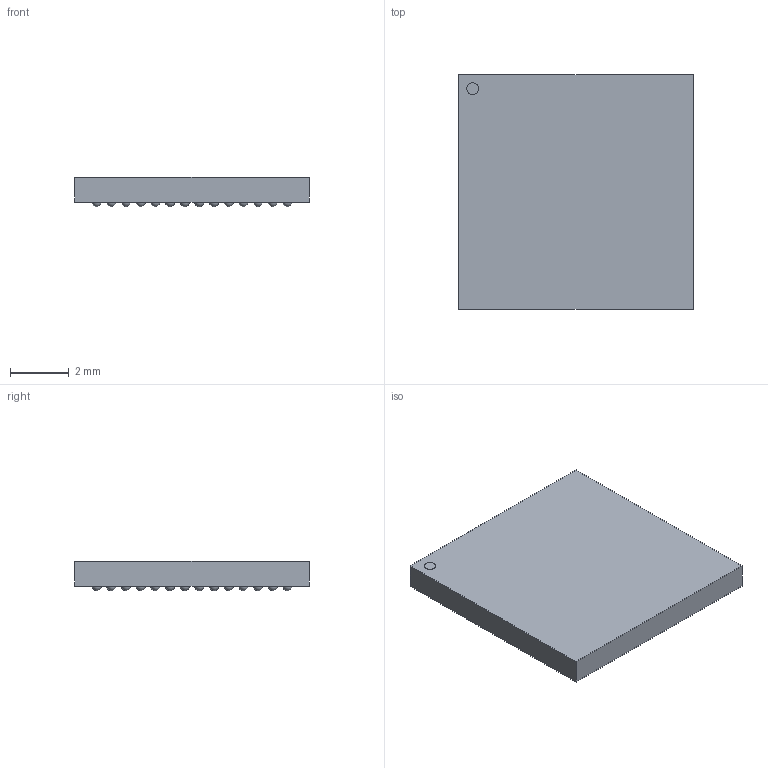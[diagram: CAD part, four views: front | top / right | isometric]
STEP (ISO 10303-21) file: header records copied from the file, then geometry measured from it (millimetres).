
FILE_DESCRIPTION(('FreeCAD Model'),'2;1');
FILE_NAME('csBGA_132.step','2018-03-30T16:42:43',('Author'),(''), 'Open CASCADE STEP processor 7.0','FreeCAD','Unknown');
FILE_SCHEMA(('AUTOMOTIVE_DESIGN { 1 0 10303 214 1 1 1 1 }'));
Length unit declared in the file: millimetre
Products named in the file (1): BGA_132_80x80mm_Layout14x14_P05mm
Bounding box: 8 x 8 x 1.01 mm (x, y, z)
Volume: 54.8 mm3; surface area: 159.3 mm2
Topology: 1 solids, 1 shells, 60 faces, 171 edges, 114 vertices
Faces by surface type: sphere 52, plane 7, cylinder 1
Full cylindrical faces by diameter (mm): 0.4 x1
Entity records: 3877 total; most frequent: CARTESIAN_POINT 682, DIRECTION 578, ORIENTED_EDGE 238, PCURVE 238, DEFINITIONAL_REPRESENTATION 238, LINE 191, VECTOR 191, AXIS2_PLACEMENT_3D 167
